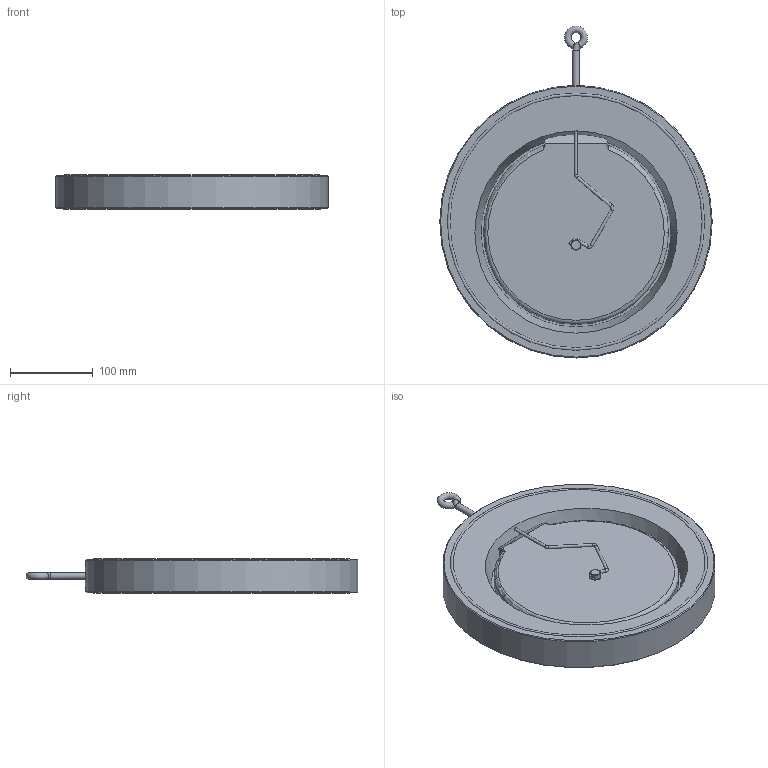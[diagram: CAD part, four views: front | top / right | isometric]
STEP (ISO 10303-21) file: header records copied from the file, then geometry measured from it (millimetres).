
FILE_DESCRIPTION (( 'STEP AP214' ), '1' );
FILE_NAME ('920-250-F.STEP', '2021-11-23T10:54:53', ( 'admin' ), ( 'Hewlett-Packard Company' ), 'SwSTEP 2.0', 'SolidWorks 2015', '' );
FILE_SCHEMA (( 'AUTOMOTIVE_DESIGN' ));
Length unit declared in the file: millimetre
Products named in the file (1): 920-250-F
Bounding box: 330 x 401.99 x 41.8 mm (x, y, z)
Volume: 2579515.7 mm3; surface area: 267702.5 mm2
Topology: 1 solids, 2 shells, 62 faces, 145 edges, 93 vertices
Faces by surface type: plane 19, cylinder 18, torus 17, cone 6, bspline 2
Full cylindrical faces by diameter (mm): 3.6 x5, 6.75 x1, 8 x1, 12 x1, 192 x1, 330 x1
Entity records: 2041 total; most frequent: CARTESIAN_POINT 765, DIRECTION 261, ORIENTED_EDGE 204, AXIS2_PLACEMENT_3D 121, EDGE_LOOP 107, EDGE_CURVE 102, FACE_OUTER_BOUND 85, VERTEX_POINT 81
